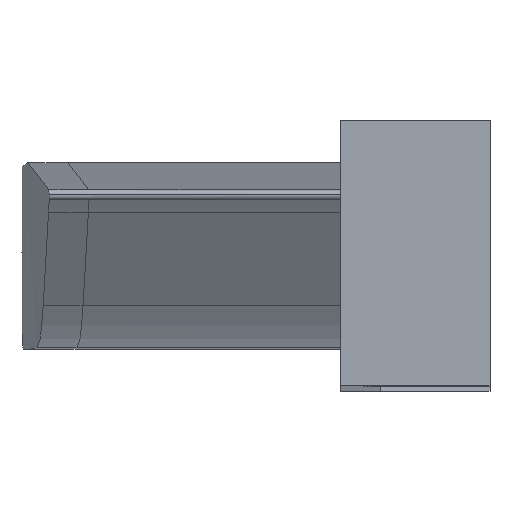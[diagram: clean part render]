
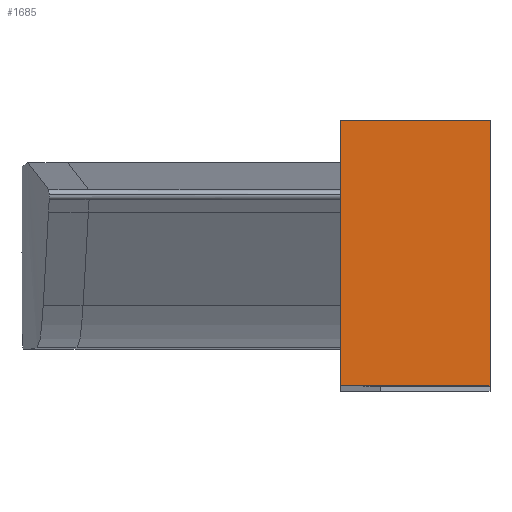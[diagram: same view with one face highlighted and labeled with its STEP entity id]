
A CAD part, top view. The second image highlights one B-rep face of the part: STEP entity #1685.
In plain terms, the highlighted planar face has unit normal (0, 0, 1).
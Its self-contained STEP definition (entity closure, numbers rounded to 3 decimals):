
#104 = CARTESIAN_POINT ( 'NONE',  ( -150., 81.713, 438.316 ) ) ;
#109 = PLANE ( 'NONE',  #526 ) ;
#244 = CARTESIAN_POINT ( 'NONE',  ( -139., 55.065, 438.316 ) ) ;
#269 = VECTOR ( 'NONE', #1228, 1000. ) ;
#276 = ORIENTED_EDGE ( 'NONE', *, *, #956, .T. ) ;
#278 = EDGE_CURVE ( 'NONE', #536, #382, #829, .T. ) ;
#331 = DIRECTION ( 'NONE',  ( -1., 0., 0. ) ) ;
#336 = VECTOR ( 'NONE', #905, 1000. ) ;
#342 = CARTESIAN_POINT ( 'NONE',  ( -139., 81.713, 438.316 ) ) ;
#369 = VERTEX_POINT ( 'NONE', #1205 ) ;
#382 = VERTEX_POINT ( 'NONE', #1773 ) ;
#519 = LINE ( 'NONE', #1346, #1076 ) ;
#526 = AXIS2_PLACEMENT_3D ( 'NONE', #104, #530, #1721 ) ;
#530 = DIRECTION ( 'NONE',  ( 0., 0., 1. ) ) ;
#536 = VERTEX_POINT ( 'NONE', #1599 ) ;
#640 = EDGE_CURVE ( 'NONE', #536, #369, #1549, .T. ) ;
#722 = CARTESIAN_POINT ( 'NONE',  ( -154., 81.713, 438.316 ) ) ;
#829 = LINE ( 'NONE', #722, #1698 ) ;
#905 = DIRECTION ( 'NONE',  ( 1., 0., 0. ) ) ;
#956 = EDGE_CURVE ( 'NONE', #1694, #369, #1472, .T. ) ;
#1076 = VECTOR ( 'NONE', #331, 1000. ) ;
#1205 = CARTESIAN_POINT ( 'NONE',  ( -139., 81.713, 438.316 ) ) ;
#1228 = DIRECTION ( 'NONE',  ( 0., 1., 0. ) ) ;
#1245 = ORIENTED_EDGE ( 'NONE', *, *, #278, .T. ) ;
#1325 = DIRECTION ( 'NONE',  ( 0., -1., 0. ) ) ;
#1346 = CARTESIAN_POINT ( 'NONE',  ( -150., 55.065, 438.316 ) ) ;
#1409 = EDGE_CURVE ( 'NONE', #1694, #382, #519, .T. ) ;
#1472 = LINE ( 'NONE', #342, #269 ) ;
#1549 = LINE ( 'NONE', #1659, #336 ) ;
#1599 = CARTESIAN_POINT ( 'NONE',  ( -154., 81.713, 438.316 ) ) ;
#1659 = CARTESIAN_POINT ( 'NONE',  ( -150., 81.713, 438.316 ) ) ;
#1685 = ADVANCED_FACE ( 'NONE', ( #1868 ), #109, .T. ) ;
#1694 = VERTEX_POINT ( 'NONE', #244 ) ;
#1698 = VECTOR ( 'NONE', #1325, 1000. ) ;
#1721 = DIRECTION ( 'NONE',  ( 1., 0., 0. ) ) ;
#1768 = ORIENTED_EDGE ( 'NONE', *, *, #640, .F. ) ;
#1773 = CARTESIAN_POINT ( 'NONE',  ( -154., 55.065, 438.316 ) ) ;
#1790 = ORIENTED_EDGE ( 'NONE', *, *, #1409, .F. ) ;
#1868 = FACE_OUTER_BOUND ( 'NONE', #1904, .T. ) ;
#1904 = EDGE_LOOP ( 'NONE', ( #1768, #1245, #1790, #276 ) ) ;
